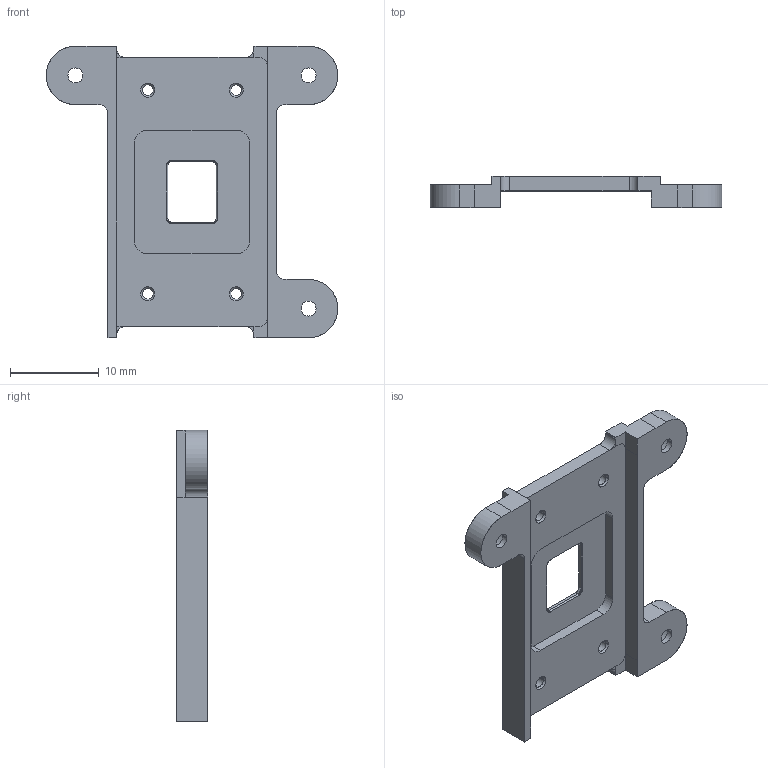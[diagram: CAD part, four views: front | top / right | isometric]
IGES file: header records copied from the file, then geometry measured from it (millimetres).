
Global section: file name: 0393-12-30A; native system: VariCAD 2015-2.06; preprocessor: 5.3; author: LVVS3874K00E; organization: Elphe, Inc.; date: 20160430.112738; units: millimetre
Bounding box: 32.94 x 3.55 x 32.94 mm (x, y, z)
Surface area: 1990.1 mm2 (no closed solid volume)
Topology: 0 solids, 0 shells, 111 faces, 586 edges, 570 vertices
Faces by surface type: bspline 61, revolution 50
